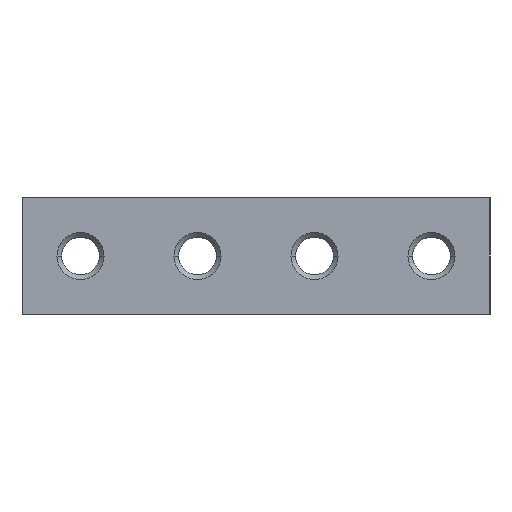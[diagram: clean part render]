
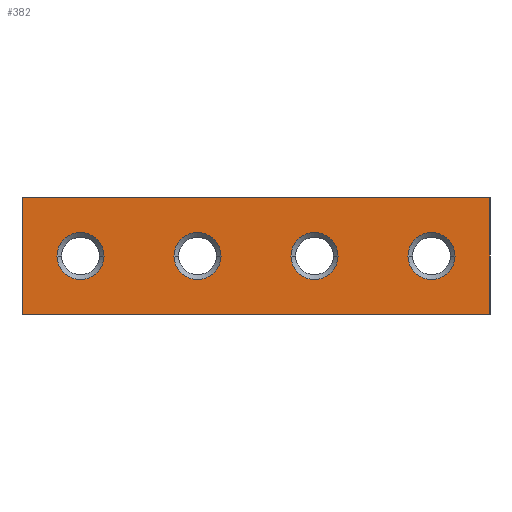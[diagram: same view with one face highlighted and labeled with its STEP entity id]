
A CAD part, left-side view. The second image highlights one B-rep face of the part: STEP entity #382.
In plain terms, the highlighted planar face has unit normal (-1, 0, 0).
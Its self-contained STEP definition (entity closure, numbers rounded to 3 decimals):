
#382=ADVANCED_FACE('',(#1036,#1037,#1038,#1039,#1040),#1041,.T.);
#1036=FACE_BOUND('',#2038,.T.);
#1037=FACE_BOUND('',#2039,.T.);
#1038=FACE_BOUND('',#2040,.T.);
#1039=FACE_BOUND('',#2041,.T.);
#1040=FACE_OUTER_BOUND('',#2042,.T.);
#1041=PLANE('',#2043);
#2038=EDGE_LOOP('',(#3164,#3165));
#2039=EDGE_LOOP('',(#3166,#3167));
#2040=EDGE_LOOP('',(#3168,#3169));
#2041=EDGE_LOOP('',(#3170,#3171));
#2042=EDGE_LOOP('',(#3172,#3173,#3174,#3175));
#2043=AXIS2_PLACEMENT_3D('',#3176,#3177,#3178);
#3164=ORIENTED_EDGE('',*,*,#5723,.F.);
#3165=ORIENTED_EDGE('',*,*,#5724,.F.);
#3166=ORIENTED_EDGE('',*,*,#5725,.F.);
#3167=ORIENTED_EDGE('',*,*,#5726,.F.);
#3168=ORIENTED_EDGE('',*,*,#5727,.F.);
#3169=ORIENTED_EDGE('',*,*,#5728,.F.);
#3170=ORIENTED_EDGE('',*,*,#5729,.F.);
#3171=ORIENTED_EDGE('',*,*,#5730,.F.);
#3172=ORIENTED_EDGE('',*,*,#5731,.T.);
#3173=ORIENTED_EDGE('',*,*,#5732,.F.);
#3174=ORIENTED_EDGE('',*,*,#5733,.F.);
#3175=ORIENTED_EDGE('',*,*,#5734,.T.);
#3176=CARTESIAN_POINT('',(-150.0,-100.0,-12.0));
#3177=DIRECTION('',(-1.0,0.0,0.));
#3178=DIRECTION('',(0.,1.0,0.));
#5723=EDGE_CURVE('',#6835,#6836,#6837,.T.);
#5724=EDGE_CURVE('',#6836,#6835,#6838,.T.);
#5725=EDGE_CURVE('',#6839,#6840,#6841,.T.);
#5726=EDGE_CURVE('',#6840,#6839,#6842,.T.);
#5727=EDGE_CURVE('',#6843,#6844,#6845,.T.);
#5728=EDGE_CURVE('',#6844,#6843,#6846,.T.);
#5729=EDGE_CURVE('',#6847,#6848,#6849,.T.);
#5730=EDGE_CURVE('',#6848,#6847,#6850,.T.);
#5731=EDGE_CURVE('',#6851,#6852,#6853,.T.);
#5732=EDGE_CURVE('',#6854,#6852,#6855,.T.);
#5733=EDGE_CURVE('',#6856,#6854,#6857,.T.);
#5734=EDGE_CURVE('',#6856,#6851,#6858,.T.);
#6835=VERTEX_POINT('',#8312);
#6836=VERTEX_POINT('',#8313);
#6837=CIRCLE('',#8314,10.05);
#6838=CIRCLE('',#8315,10.05);
#6839=VERTEX_POINT('',#8316);
#6840=VERTEX_POINT('',#8317);
#6841=CIRCLE('',#8318,10.05);
#6842=CIRCLE('',#8319,10.05);
#6843=VERTEX_POINT('',#8320);
#6844=VERTEX_POINT('',#8321);
#6845=CIRCLE('',#8322,10.05);
#6846=CIRCLE('',#8323,10.05);
#6847=VERTEX_POINT('',#8324);
#6848=VERTEX_POINT('',#8325);
#6849=CIRCLE('',#8326,10.05);
#6850=CIRCLE('',#8327,10.05);
#6851=VERTEX_POINT('',#8328);
#6852=VERTEX_POINT('',#8329);
#6853=LINE('',#8330,#8331);
#6854=VERTEX_POINT('',#8332);
#6855=LINE('',#8333,#8334);
#6856=VERTEX_POINT('',#8335);
#6857=LINE('',#8336,#8337);
#6858=LINE('',#8338,#8339);
#8312=CARTESIAN_POINT('',(-150.0,85.05,-25.0));
#8313=CARTESIAN_POINT('',(-150.0,64.95,-25.0));
#8314=AXIS2_PLACEMENT_3D('',#10012,#10013,#10014);
#8315=AXIS2_PLACEMENT_3D('',#10015,#10016,#10017);
#8316=CARTESIAN_POINT('',(-150.0,35.05,-25.0));
#8317=CARTESIAN_POINT('',(-150.0,14.95,-25.0));
#8318=AXIS2_PLACEMENT_3D('',#10018,#10019,#10020);
#8319=AXIS2_PLACEMENT_3D('',#10021,#10022,#10023);
#8320=CARTESIAN_POINT('',(-150.0,-14.95,-25.0));
#8321=CARTESIAN_POINT('',(-150.0,-35.05,-25.0));
#8322=AXIS2_PLACEMENT_3D('',#10024,#10025,#10026);
#8323=AXIS2_PLACEMENT_3D('',#10027,#10028,#10029);
#8324=CARTESIAN_POINT('',(-150.0,-64.95,-25.0));
#8325=CARTESIAN_POINT('',(-150.0,-85.05,-25.0));
#8326=AXIS2_PLACEMENT_3D('',#10030,#10031,#10032);
#8327=AXIS2_PLACEMENT_3D('',#10033,#10034,#10035);
#8328=CARTESIAN_POINT('',(-150.0,-100.0,-50.0));
#8329=CARTESIAN_POINT('',(-150.0,-100.0,0.));
#8330=CARTESIAN_POINT('',(-150.0,-100.0,-12.0));
#8331=VECTOR('',#10036,1.0);
#8332=CARTESIAN_POINT('',(-150.0,100.0,0.));
#8333=CARTESIAN_POINT('',(-150.0,100.0,0.));
#8334=VECTOR('',#10037,1.0);
#8335=CARTESIAN_POINT('',(-150.0,100.0,-50.0));
#8336=CARTESIAN_POINT('',(-150.0,100.0,-50.0));
#8337=VECTOR('',#10038,1.0);
#8338=CARTESIAN_POINT('',(-150.0,-88.0,-50.0));
#8339=VECTOR('',#10039,1.0);
#10012=CARTESIAN_POINT('',(-150.0,75.0,-25.0));
#10013=DIRECTION('',(-1.0,0.0,0.));
#10014=DIRECTION('',(0.,-1.0,0.));
#10015=CARTESIAN_POINT('',(-150.0,75.0,-25.0));
#10016=DIRECTION('',(-1.0,0.0,0.));
#10017=DIRECTION('',(0.,-1.0,0.));
#10018=CARTESIAN_POINT('',(-150.0,25.0,-25.0));
#10019=DIRECTION('',(-1.0,0.0,0.));
#10020=DIRECTION('',(0.,-1.0,0.));
#10021=CARTESIAN_POINT('',(-150.0,25.0,-25.0));
#10022=DIRECTION('',(-1.0,0.0,0.));
#10023=DIRECTION('',(0.,-1.0,0.));
#10024=CARTESIAN_POINT('',(-150.0,-25.0,-25.0));
#10025=DIRECTION('',(-1.0,0.0,0.));
#10026=DIRECTION('',(0.,-1.0,0.));
#10027=CARTESIAN_POINT('',(-150.0,-25.0,-25.0));
#10028=DIRECTION('',(-1.0,0.0,0.));
#10029=DIRECTION('',(0.,-1.0,0.));
#10030=CARTESIAN_POINT('',(-150.0,-75.0,-25.0));
#10031=DIRECTION('',(-1.0,0.,0.));
#10032=DIRECTION('',(0.,-1.0,0.));
#10033=CARTESIAN_POINT('',(-150.0,-75.0,-25.0));
#10034=DIRECTION('',(-1.0,0.,0.));
#10035=DIRECTION('',(0.,-1.0,0.));
#10036=DIRECTION('',(0.,0.,1.0));
#10037=DIRECTION('',(0.,-1.0,0.));
#10038=DIRECTION('',(0.,0.,1.0));
#10039=DIRECTION('',(0.,-1.0,0.));
